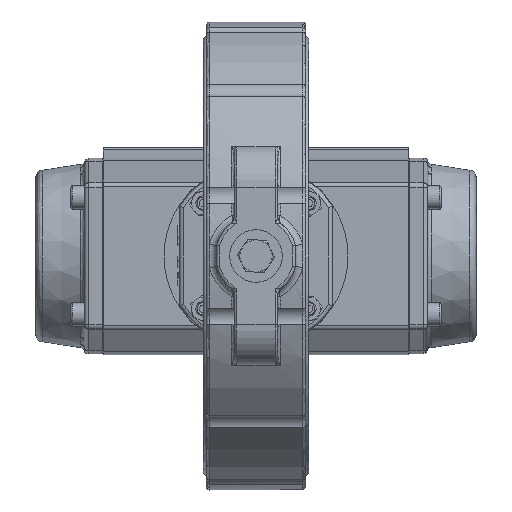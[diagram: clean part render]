
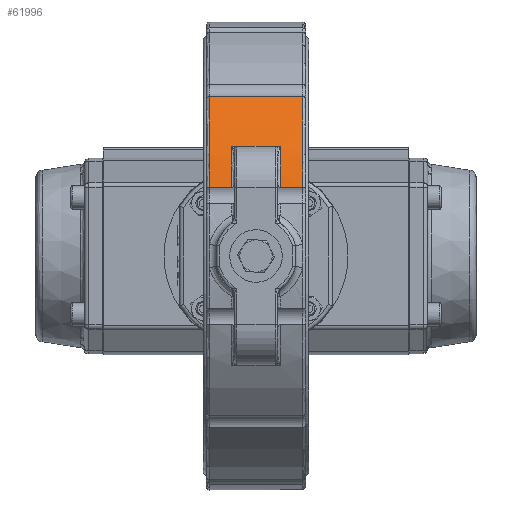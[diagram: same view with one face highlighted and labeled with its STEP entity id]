
A CAD part, front view. The second image highlights one B-rep face of the part: STEP entity #61996.
In plain terms, the highlighted cylindrical face has radius 160 mm (diameter 320 mm), a partial arc.
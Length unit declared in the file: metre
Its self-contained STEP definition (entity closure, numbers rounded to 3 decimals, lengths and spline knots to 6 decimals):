
#176 = EDGE_CURVE ( 'NONE', #25632, #72585, #61356, .T. ) ;
#1301 = VERTEX_POINT ( 'NONE', #33807 ) ;
#2191 = CARTESIAN_POINT ( 'NONE',  ( -0.067012, -0.186272, 0.561173 ) ) ;
#3370 = DIRECTION ( 'NONE',  ( 1., 0., 0. ) ) ;
#3915 = CARTESIAN_POINT ( 'NONE',  ( -0.035012, -0.150391, 0.62332 ) ) ;
#4320 = VERTEX_POINT ( 'NONE', #22070 ) ;
#4480 = CARTESIAN_POINT ( 'NONE',  ( -0.075522, -0.174678, 0.589194 ) ) ;
#6774 = CARTESIAN_POINT ( 'NONE',  ( -0.067012, -0.033297, 0.514284 ) ) ;
#6776 = CYLINDRICAL_SURFACE ( 'NONE', #48941, 0.16 ) ;
#7743 = CARTESIAN_POINT ( 'NONE',  ( -0.051512, -0.186272, 0.561173 ) ) ;
#9394 = CARTESIAN_POINT ( 'NONE',  ( -0.067012, -0.150391, 0.62332 ) ) ;
#9900 = EDGE_LOOP ( 'NONE', ( #59367, #43604, #44109, #15555, #18544, #34419, #65757, #46084 ) ) ;
#12055 = VERTEX_POINT ( 'NONE', #7743 ) ;
#13097 = DIRECTION ( 'NONE',  ( 0., 0., -1. ) ) ;
#14792 = AXIS2_PLACEMENT_3D ( 'NONE', #6774, #77543, #13097 ) ;
#15555 = ORIENTED_EDGE ( 'NONE', *, *, #53023, .T. ) ;
#17253 = LINE ( 'NONE', #61082, #50068 ) ;
#17427 = CARTESIAN_POINT ( 'NONE',  ( -0.051512, -0.174678, 0.589194 ) ) ;
#18544 = ORIENTED_EDGE ( 'NONE', *, *, #176, .T. ) ;
#22070 = CARTESIAN_POINT ( 'NONE',  ( -0.003012, -0.150391, 0.62332 ) ) ;
#22715 = DIRECTION ( 'NONE',  ( -1., 0., 0. ) ) ;
#23093 = AXIS2_PLACEMENT_3D ( 'NONE', #40411, #22715, #35774 ) ;
#24738 = VERTEX_POINT ( 'NONE', #55034 ) ;
#25632 = VERTEX_POINT ( 'NONE', #17427 ) ;
#26098 = VECTOR ( 'NONE', #49828, 1. ) ;
#30048 = LINE ( 'NONE', #3915, #26098 ) ;
#31171 = CARTESIAN_POINT ( 'NONE',  ( -0.003012, -0.033297, 0.514284 ) ) ;
#31282 = DIRECTION ( 'NONE',  ( -1., 0., 0. ) ) ;
#32485 = CIRCLE ( 'NONE', #49961, 0.16 ) ;
#33807 = CARTESIAN_POINT ( 'NONE',  ( -0.018512, -0.186272, 0.561173 ) ) ;
#34419 = ORIENTED_EDGE ( 'NONE', *, *, #46171, .T. ) ;
#35774 = DIRECTION ( 'NONE',  ( 0., 0., 1. ) ) ;
#40411 = CARTESIAN_POINT ( 'NONE',  ( -0.051512, -0.033297, 0.514284 ) ) ;
#40882 = EDGE_CURVE ( 'NONE', #58313, #12055, #64385, .T. ) ;
#41296 = VERTEX_POINT ( 'NONE', #9394 ) ;
#43078 = CARTESIAN_POINT ( 'NONE',  ( -0.018512, -0.174678, 0.589194 ) ) ;
#43604 = ORIENTED_EDGE ( 'NONE', *, *, #77144, .T. ) ;
#43922 = DIRECTION ( 'NONE',  ( 0., 0., 1. ) ) ;
#44109 = ORIENTED_EDGE ( 'NONE', *, *, #40882, .T. ) ;
#44321 = CARTESIAN_POINT ( 'NONE',  ( -0.075522, -0.033297, 0.514284 ) ) ;
#46084 = ORIENTED_EDGE ( 'NONE', *, *, #81936, .T. ) ;
#46171 = EDGE_CURVE ( 'NONE', #72585, #1301, #77892, .T. ) ;
#47665 = DIRECTION ( 'NONE',  ( 1., 0., 0. ) ) ;
#48479 = DIRECTION ( 'NONE',  ( 0., 0., 1. ) ) ;
#48635 = CIRCLE ( 'NONE', #23093, 0.16 ) ;
#48941 = AXIS2_PLACEMENT_3D ( 'NONE', #44321, #31282, #43922 ) ;
#49828 = DIRECTION ( 'NONE',  ( -1., 0., 0. ) ) ;
#49961 = AXIS2_PLACEMENT_3D ( 'NONE', #31171, #82529, #50545 ) ;
#50068 = VECTOR ( 'NONE', #3370, 1. ) ;
#50545 = DIRECTION ( 'NONE',  ( 0., 0., 1. ) ) ;
#51140 = CIRCLE ( 'NONE', #14792, 0.16 ) ;
#52589 = CARTESIAN_POINT ( 'NONE',  ( -0.035012, -0.186272, 0.561173 ) ) ;
#53023 = EDGE_CURVE ( 'NONE', #12055, #25632, #48635, .T. ) ;
#55034 = CARTESIAN_POINT ( 'NONE',  ( -0.003012, -0.186272, 0.561173 ) ) ;
#58007 = VECTOR ( 'NONE', #67669, 1. ) ;
#58313 = VERTEX_POINT ( 'NONE', #2191 ) ;
#59367 = ORIENTED_EDGE ( 'NONE', *, *, #61744, .T. ) ;
#60704 = CARTESIAN_POINT ( 'NONE',  ( -0.018512, -0.033297, 0.514284 ) ) ;
#61082 = CARTESIAN_POINT ( 'NONE',  ( -0.035012, -0.186272, 0.561173 ) ) ;
#61356 = LINE ( 'NONE', #4480, #58007 ) ;
#61744 = EDGE_CURVE ( 'NONE', #4320, #41296, #30048, .T. ) ;
#61996 = ADVANCED_FACE ( 'NONE', ( #64497 ), #6776, .T. ) ;
#64385 = LINE ( 'NONE', #52589, #70989 ) ;
#64497 = FACE_OUTER_BOUND ( 'NONE', #9900, .T. ) ;
#65757 = ORIENTED_EDGE ( 'NONE', *, *, #80945, .T. ) ;
#65772 = AXIS2_PLACEMENT_3D ( 'NONE', #60704, #47665, #48479 ) ;
#67669 = DIRECTION ( 'NONE',  ( 1., 0., 0. ) ) ;
#70989 = VECTOR ( 'NONE', #71951, 1. ) ;
#71951 = DIRECTION ( 'NONE',  ( 1., 0., 0. ) ) ;
#72585 = VERTEX_POINT ( 'NONE', #43078 ) ;
#77144 = EDGE_CURVE ( 'NONE', #41296, #58313, #51140, .T. ) ;
#77543 = DIRECTION ( 'NONE',  ( 1., 0., 0. ) ) ;
#77892 = CIRCLE ( 'NONE', #65772, 0.16 ) ;
#80945 = EDGE_CURVE ( 'NONE', #1301, #24738, #17253, .T. ) ;
#81936 = EDGE_CURVE ( 'NONE', #24738, #4320, #32485, .T. ) ;
#82529 = DIRECTION ( 'NONE',  ( -1., 0., 0. ) ) ;
